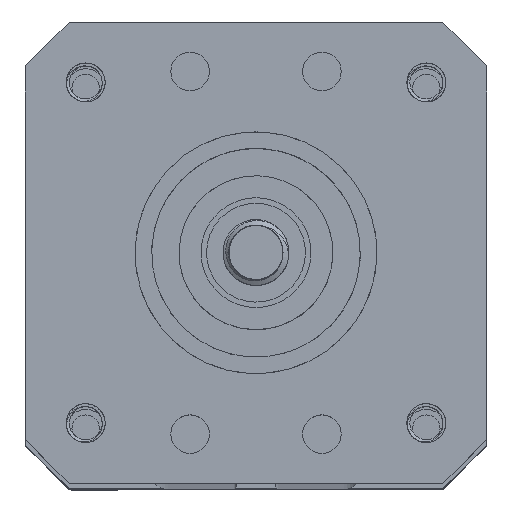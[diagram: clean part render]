
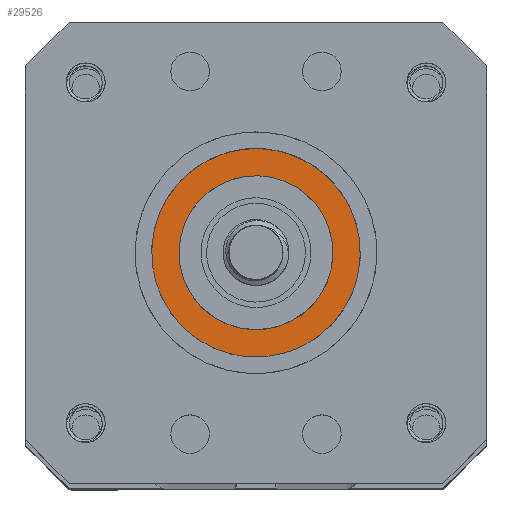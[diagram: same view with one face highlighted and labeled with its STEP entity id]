
A CAD part, top view. The second image highlights one B-rep face of the part: STEP entity #29526.
In plain terms, the highlighted face is planar.
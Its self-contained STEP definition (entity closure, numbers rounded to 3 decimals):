
#346 = CARTESIAN_POINT ( 'NONE',  ( 0., 0., 6. ) ) ;
#1327 = DIRECTION ( 'NONE',  ( 0., 0., 1. ) ) ;
#1439 = CARTESIAN_POINT ( 'NONE',  ( 0., 0., 6. ) ) ;
#3343 = CARTESIAN_POINT ( 'NONE',  ( -9.5, 0., 6. ) ) ;
#4397 = CIRCLE ( 'NONE', #7778, 7. ) ;
#4965 = CARTESIAN_POINT ( 'NONE',  ( 0., 0., 6. ) ) ;
#5676 = DIRECTION ( 'NONE',  ( 0., 0., 1. ) ) ;
#5901 = AXIS2_PLACEMENT_3D ( 'NONE', #41810, #15653, #29908 ) ;
#7523 = FACE_OUTER_BOUND ( 'NONE', #31410, .T. ) ;
#7778 = AXIS2_PLACEMENT_3D ( 'NONE', #8445, #5676, #8236 ) ;
#8236 = DIRECTION ( 'NONE',  ( 1., 0., 0. ) ) ;
#8445 = CARTESIAN_POINT ( 'NONE',  ( 0., 0., 6. ) ) ;
#9902 = CARTESIAN_POINT ( 'NONE',  ( -7., 0., 6. ) ) ;
#9985 = VERTEX_POINT ( 'NONE', #3343 ) ;
#11167 = FACE_BOUND ( 'NONE', #32358, .T. ) ;
#13204 = DIRECTION ( 'NONE',  ( 1., 0., 0. ) ) ;
#15653 = DIRECTION ( 'NONE',  ( 0., 0., 1. ) ) ;
#16079 = CARTESIAN_POINT ( 'NONE',  ( 9.5, 0., 6. ) ) ;
#19054 = CARTESIAN_POINT ( 'NONE',  ( 7., 0., 6. ) ) ;
#19504 = AXIS2_PLACEMENT_3D ( 'NONE', #346, #29227, #13204 ) ;
#20076 = DIRECTION ( 'NONE',  ( 0., 0., 1. ) ) ;
#20803 = DIRECTION ( 'NONE',  ( 1., 0., 0. ) ) ;
#21516 = ORIENTED_EDGE ( 'NONE', *, *, #24645, .F. ) ;
#22407 = CIRCLE ( 'NONE', #36114, 9.5 ) ;
#22784 = EDGE_CURVE ( 'NONE', #41418, #25692, #4397, .T. ) ;
#23105 = AXIS2_PLACEMENT_3D ( 'NONE', #4965, #1327, #20803 ) ;
#23348 = ORIENTED_EDGE ( 'NONE', *, *, #26678, .T. ) ;
#24645 = EDGE_CURVE ( 'NONE', #9985, #41884, #33867, .T. ) ;
#25692 = VERTEX_POINT ( 'NONE', #19054 ) ;
#26678 = EDGE_CURVE ( 'NONE', #25692, #41418, #40807, .T. ) ;
#27698 = ORIENTED_EDGE ( 'NONE', *, *, #22784, .T. ) ;
#29015 = EDGE_CURVE ( 'NONE', #41884, #9985, #22407, .T. ) ;
#29227 = DIRECTION ( 'NONE',  ( 0., 0., 1. ) ) ;
#29526 = ADVANCED_FACE ( 'NONE', ( #7523, #11167 ), #37768, .F. ) ;
#29908 = DIRECTION ( 'NONE',  ( 1., 0., 0. ) ) ;
#30739 = DIRECTION ( 'NONE',  ( 1., 0., 0. ) ) ;
#31410 = EDGE_LOOP ( 'NONE', ( #21516, #37215 ) ) ;
#32358 = EDGE_LOOP ( 'NONE', ( #27698, #23348 ) ) ;
#33867 = CIRCLE ( 'NONE', #19504, 9.5 ) ;
#36114 = AXIS2_PLACEMENT_3D ( 'NONE', #1439, #20076, #30739 ) ;
#37215 = ORIENTED_EDGE ( 'NONE', *, *, #29015, .F. ) ;
#37768 = PLANE ( 'NONE',  #23105 ) ;
#40807 = CIRCLE ( 'NONE', #5901, 7. ) ;
#41418 = VERTEX_POINT ( 'NONE', #9902 ) ;
#41810 = CARTESIAN_POINT ( 'NONE',  ( 0., 0., 6. ) ) ;
#41884 = VERTEX_POINT ( 'NONE', #16079 ) ;
